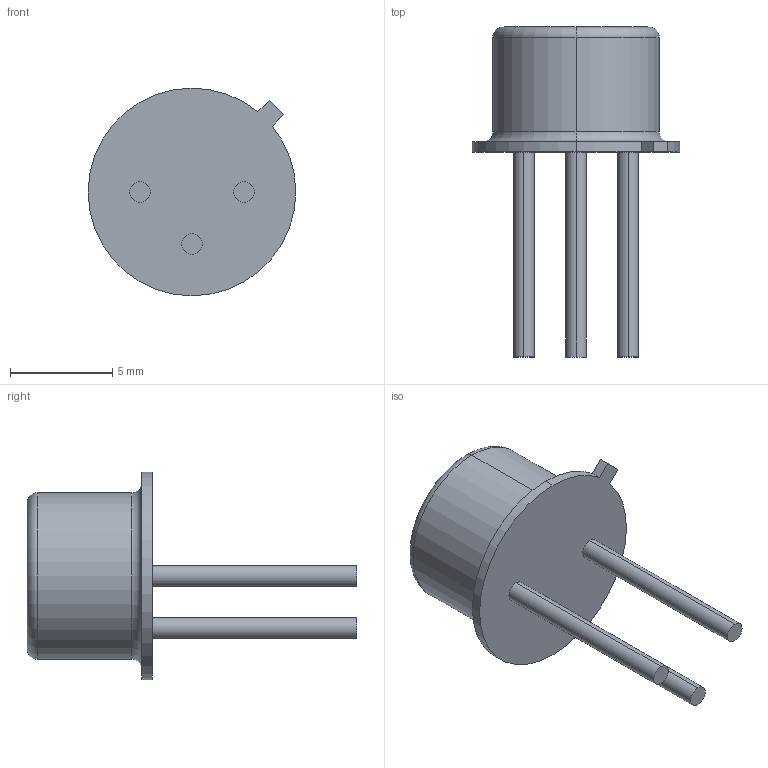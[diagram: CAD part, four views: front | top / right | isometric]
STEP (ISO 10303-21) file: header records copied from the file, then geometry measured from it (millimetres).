
FILE_DESCRIPTION (( 'STEP AP214' ), '1' );
FILE_NAME ('D772EB6A-1CCA-4354-839A-8AFD7A769515.STEP', '2008-07-30T10:53:55', ( 'sysAdmin' ), ( 'SolidWorks' ), 'SwSTEP 2.0', 'SolidWorks 2008', '' );
FILE_SCHEMA (( 'AUTOMOTIVE_DESIGN' ));
Length unit declared in the file: millimetre
Products named in the file (1): D772EB6A-1CCA-4354-839A-8AFD7A769515
Bounding box: 10.13 x 16.1 x 10.13 mm (x, y, z)
Volume: 354.9 mm3; surface area: 405.8 mm2
Topology: 1 solids, 1 shells, 24 faces, 50 edges, 32 vertices
Faces by surface type: cylinder 11, plane 9, torus 4
Entity records: 774 total; most frequent: DIRECTION 130, CARTESIAN_POINT 107, ORIENTED_EDGE 100, AXIS2_PLACEMENT_3D 55, EDGE_CURVE 50, VERTEX_POINT 32, CIRCLE 30, EDGE_LOOP 28
